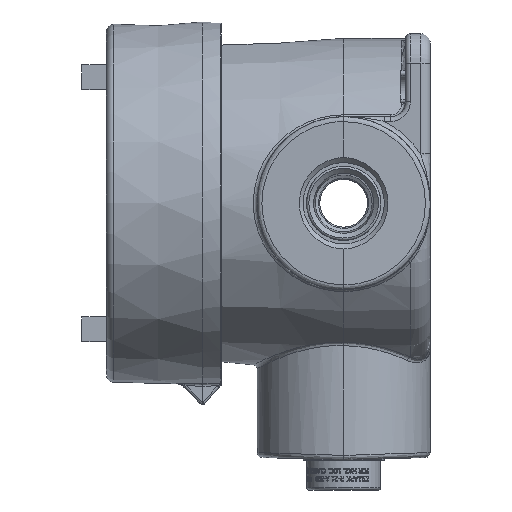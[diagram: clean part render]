
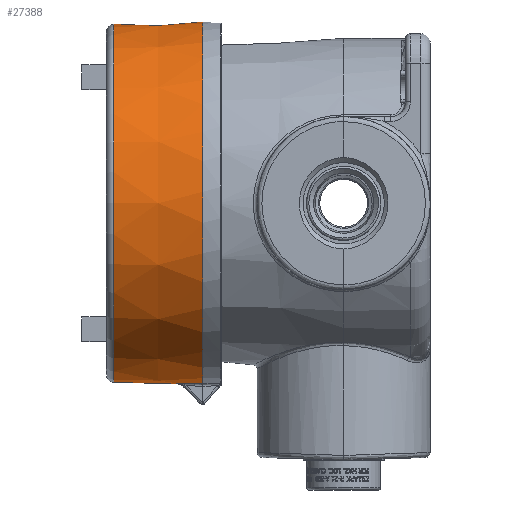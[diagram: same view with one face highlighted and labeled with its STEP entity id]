
A CAD part, left-side view. The second image highlights one B-rep face of the part: STEP entity #27388.
In plain terms, the highlighted conical face has half-angle 1.5 degrees and reference radius 58.214 mm.
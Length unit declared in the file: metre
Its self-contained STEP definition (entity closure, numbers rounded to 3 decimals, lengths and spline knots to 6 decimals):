
#850=CONICAL_SURFACE('',#29163,0.058214,0.026);
#3012=LINE('',#73289,#5035);
#5035=VECTOR('',#32937,0.058214);
#6782=FACE_OUTER_BOUND('',#8381,.T.);
#8381=EDGE_LOOP('',(#22071,#22072,#22073,#22074,#22075,#22076,#22077,#22078));
#9524=CIRCLE('',#29164,0.058214);
#9525=CIRCLE('',#29165,0.057464);
#9526=CIRCLE('',#29166,0.058214);
#10267=B_SPLINE_CURVE_WITH_KNOTS('',3,(#73271,#73272,#73273,#73274,#73275,
#73276,#73277,#73278,#73279,#73280),.UNSPECIFIED.,.F.,.F.,(4,2,2,2,4),(0.,
0.25,0.5,0.75,1.),.UNSPECIFIED.);
#10268=B_SPLINE_CURVE_WITH_KNOTS('',3,(#73282,#73283,#73284,#73285),
 .UNSPECIFIED.,.F.,.F.,(4,4),(0.,1.),.UNSPECIFIED.);
#10269=B_SPLINE_CURVE_WITH_KNOTS('',3,(#73293,#73294,#73295,#73296),
 .UNSPECIFIED.,.F.,.F.,(4,4),(0.,1.),.UNSPECIFIED.);
#12535=VERTEX_POINT('',#73269);
#12536=VERTEX_POINT('',#73270);
#12537=VERTEX_POINT('',#73281);
#12538=VERTEX_POINT('',#73286);
#12539=VERTEX_POINT('',#73288);
#12540=VERTEX_POINT('',#73291);
#15935=EDGE_CURVE('',#12535,#12536,#10267,.T.);
#15936=EDGE_CURVE('',#12536,#12537,#10268,.T.);
#15937=EDGE_CURVE('',#12537,#12538,#9524,.F.);
#15938=EDGE_CURVE('',#12538,#12539,#3012,.T.);
#15939=EDGE_CURVE('',#12539,#12539,#9525,.T.);
#15940=EDGE_CURVE('',#12538,#12540,#9526,.F.);
#15941=EDGE_CURVE('',#12540,#12535,#10269,.T.);
#22071=ORIENTED_EDGE('',*,*,#15935,.T.);
#22072=ORIENTED_EDGE('',*,*,#15936,.T.);
#22073=ORIENTED_EDGE('',*,*,#15937,.T.);
#22074=ORIENTED_EDGE('',*,*,#15938,.T.);
#22075=ORIENTED_EDGE('',*,*,#15939,.T.);
#22076=ORIENTED_EDGE('',*,*,#15938,.F.);
#22077=ORIENTED_EDGE('',*,*,#15940,.T.);
#22078=ORIENTED_EDGE('',*,*,#15941,.T.);
#27388=ADVANCED_FACE('',(#6782),#850,.T.);
#29163=AXIS2_PLACEMENT_3D('',#73268,#32933,#32934);
#29164=AXIS2_PLACEMENT_3D('',#73287,#32935,#32936);
#29165=AXIS2_PLACEMENT_3D('',#73290,#32938,#32939);
#29166=AXIS2_PLACEMENT_3D('',#73292,#32940,#32941);
#32933=DIRECTION('center_axis',(0.,0.,-1.));
#32934=DIRECTION('ref_axis',(1.,0.,0.));
#32935=DIRECTION('center_axis',(0.,0.,-1.));
#32936=DIRECTION('ref_axis',(0.094,-0.996,0.));
#32937=DIRECTION('',(0.026,0.,1.));
#32938=DIRECTION('center_axis',(0.,0.,-1.));
#32939=DIRECTION('ref_axis',(-1.,0.,0.));
#32940=DIRECTION('center_axis',(0.,0.,-1.));
#32941=DIRECTION('ref_axis',(0.094,-0.996,0.));
#73268=CARTESIAN_POINT('Origin',(0.,0.,0.00635));
#73269=CARTESIAN_POINT('',(-0.005266,-0.057756,0.014678));
#73270=CARTESIAN_POINT('',(0.005266,-0.057756,0.014678));
#73271=CARTESIAN_POINT('Ctrl Pts',(-0.005266,-0.057756,
0.014678));
#73272=CARTESIAN_POINT('Ctrl Pts',(-0.004393,-0.057838,
0.014593));
#73273=CARTESIAN_POINT('Ctrl Pts',(-0.003512,-0.0579,
0.014529));
#73274=CARTESIAN_POINT('Ctrl Pts',(-0.001751,-0.057982,
0.014443));
#73275=CARTESIAN_POINT('Ctrl Pts',(-0.000869,-0.058002,
0.014422));
#73276=CARTESIAN_POINT('Ctrl Pts',(0.000897,-0.058002,
0.014422));
#73277=CARTESIAN_POINT('Ctrl Pts',(0.00178,-0.057981,
0.014444));
#73278=CARTESIAN_POINT('Ctrl Pts',(0.003531,-0.057898,
0.01453));
#73279=CARTESIAN_POINT('Ctrl Pts',(0.004401,-0.057837,
0.014594));
#73280=CARTESIAN_POINT('Ctrl Pts',(0.005266,-0.057756,
0.014678));
#73281=CARTESIAN_POINT('',(0.005481,-0.057955,0.00635));
#73282=CARTESIAN_POINT('Ctrl Pts',(0.005266,-0.057756,
0.014678));
#73283=CARTESIAN_POINT('Ctrl Pts',(0.005338,-0.057822,
0.011902));
#73284=CARTESIAN_POINT('Ctrl Pts',(0.005409,-0.057889,
0.009126));
#73285=CARTESIAN_POINT('Ctrl Pts',(0.005481,-0.057955,
0.00635));
#73286=CARTESIAN_POINT('',(-0.058214,0.,0.00635));
#73287=CARTESIAN_POINT('Origin',(0.,0.,
0.00635));
#73288=CARTESIAN_POINT('',(-0.057464,0.,0.034987));
#73289=CARTESIAN_POINT('',(-0.058214,0.,0.00635));
#73290=CARTESIAN_POINT('Origin',(0.,0.,0.034987));
#73291=CARTESIAN_POINT('',(-0.005481,-0.057955,0.00635));
#73292=CARTESIAN_POINT('Origin',(0.,0.,
0.00635));
#73293=CARTESIAN_POINT('Ctrl Pts',(-0.005481,-0.057955,
0.00635));
#73294=CARTESIAN_POINT('Ctrl Pts',(-0.005409,-0.057889,
0.009126));
#73295=CARTESIAN_POINT('Ctrl Pts',(-0.005338,-0.057822,
0.011902));
#73296=CARTESIAN_POINT('Ctrl Pts',(-0.005266,-0.057756,
0.014678));
